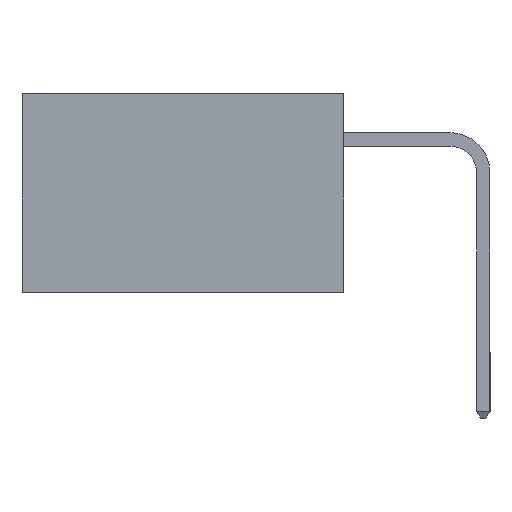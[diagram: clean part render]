
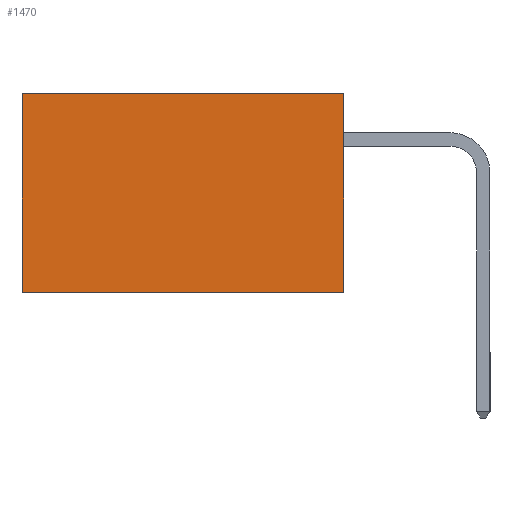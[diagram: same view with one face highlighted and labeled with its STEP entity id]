
A CAD part, left-side view. The second image highlights one B-rep face of the part: STEP entity #1470.
In plain terms, the highlighted planar face has unit normal (-1, 0, 0).
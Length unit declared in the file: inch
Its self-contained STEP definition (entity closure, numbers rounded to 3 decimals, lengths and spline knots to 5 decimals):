
#335 = LINE ( 'NONE', #6614, #10005 ) ;
#445 = DIRECTION ( 'NONE',  ( 0., 1., 0. ) ) ;
#644 = ORIENTED_EDGE ( 'NONE', *, *, #8334, .T. ) ;
#1053 = CARTESIAN_POINT ( 'NONE',  ( 0.2615, 0., -0.37 ) ) ;
#1470 = ADVANCED_FACE ( 'NONE', ( #5285 ), #8390, .F. ) ;
#1902 = CARTESIAN_POINT ( 'NONE',  ( 0.2615, 0., 0. ) ) ;
#2159 = CARTESIAN_POINT ( 'NONE',  ( 0.2615, 0.6, 0. ) ) ;
#2940 = CARTESIAN_POINT ( 'NONE',  ( 0.2615, 0.6, -0.37 ) ) ;
#3142 = EDGE_CURVE ( 'NONE', #9824, #9740, #4769, .T. ) ;
#3291 = DIRECTION ( 'NONE',  ( 0., 0., -1. ) ) ;
#3570 = VERTEX_POINT ( 'NONE', #2159 ) ;
#3750 = VERTEX_POINT ( 'NONE', #1902 ) ;
#4060 = LINE ( 'NONE', #1053, #5001 ) ;
#4282 = EDGE_LOOP ( 'NONE', ( #7083, #9268, #8864, #644 ) ) ;
#4769 = LINE ( 'NONE', #6199, #9804 ) ;
#4872 = EDGE_CURVE ( 'NONE', #3570, #9740, #6917, .T. ) ;
#4988 = CARTESIAN_POINT ( 'NONE',  ( 0.2615, 0.6, -0.37 ) ) ;
#5001 = VECTOR ( 'NONE', #3291, 39.37008 ) ;
#5274 = VECTOR ( 'NONE', #9157, 39.37008 ) ;
#5285 = FACE_OUTER_BOUND ( 'NONE', #4282, .T. ) ;
#5530 = CARTESIAN_POINT ( 'NONE',  ( 0.2615, 0., -0.37 ) ) ;
#5728 = DIRECTION ( 'NONE',  ( 0., 0., -1. ) ) ;
#6199 = CARTESIAN_POINT ( 'NONE',  ( 0.2615, 0., -0.37 ) ) ;
#6614 = CARTESIAN_POINT ( 'NONE',  ( 0.2615, 0., 0. ) ) ;
#6917 = LINE ( 'NONE', #2940, #5274 ) ;
#7083 = ORIENTED_EDGE ( 'NONE', *, *, #4872, .T. ) ;
#7160 = DIRECTION ( 'NONE',  ( 0., 1., 0. ) ) ;
#7207 = DIRECTION ( 'NONE',  ( 1., 0., 0. ) ) ;
#8334 = EDGE_CURVE ( 'NONE', #3750, #3570, #335, .T. ) ;
#8390 = PLANE ( 'NONE',  #10015 ) ;
#8864 = ORIENTED_EDGE ( 'NONE', *, *, #9631, .F. ) ;
#9157 = DIRECTION ( 'NONE',  ( 0., 0., -1. ) ) ;
#9268 = ORIENTED_EDGE ( 'NONE', *, *, #3142, .F. ) ;
#9308 = CARTESIAN_POINT ( 'NONE',  ( 0.2615, 0., -0.37 ) ) ;
#9631 = EDGE_CURVE ( 'NONE', #3750, #9824, #4060, .T. ) ;
#9740 = VERTEX_POINT ( 'NONE', #4988 ) ;
#9804 = VECTOR ( 'NONE', #7160, 39.37008 ) ;
#9824 = VERTEX_POINT ( 'NONE', #9308 ) ;
#10005 = VECTOR ( 'NONE', #445, 39.37008 ) ;
#10015 = AXIS2_PLACEMENT_3D ( 'NONE', #5530, #7207, #5728 ) ;
